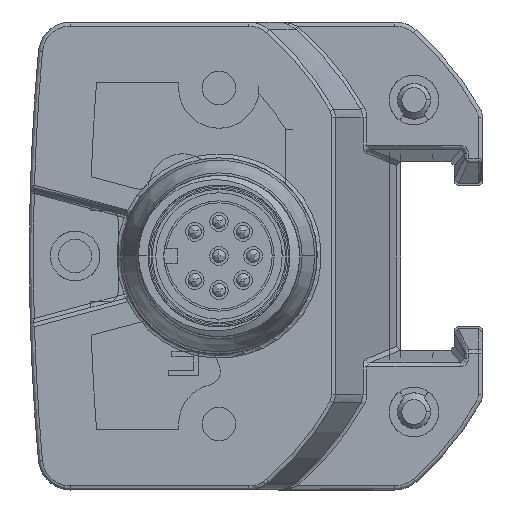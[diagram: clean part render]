
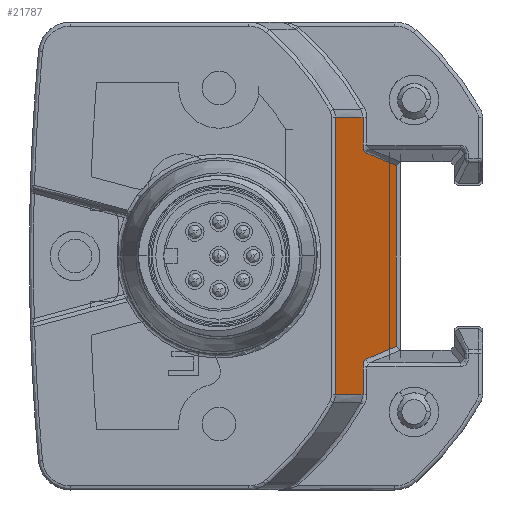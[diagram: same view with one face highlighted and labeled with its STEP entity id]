
A CAD part, front view. The second image highlights one B-rep face of the part: STEP entity #21787.
In plain terms, the highlighted planar face has unit normal (0.916, -0.401, 0).
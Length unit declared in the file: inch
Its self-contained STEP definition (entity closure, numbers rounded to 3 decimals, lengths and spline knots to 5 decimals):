
#4713=DIRECTION('',(0.,0.,-1.));
#4714=VECTOR('',#4713,0.5289);
#4715=CARTESIAN_POINT('',(0.51969,-15.64961,
0.94949));
#4716=LINE('',#4715,#4714);
#4733=DIRECTION('',(-0.396,-0.904,-0.164));
#4734=VECTOR('',#4733,0.22602);
#4735=CARTESIAN_POINT('',(0.51969,-15.64961,
0.42059));
#4736=LINE('',#4735,#4734);
#4737=CARTESIAN_POINT('',(0.43022,-15.85382,
0.38346));
#4738=CARTESIAN_POINT('',(0.42986,-15.85463,
0.38331));
#4739=CARTESIAN_POINT('',(0.42916,-15.85623,
0.38294));
#4740=CARTESIAN_POINT('',(0.42814,-15.85857,
0.38212));
#4741=CARTESIAN_POINT('',(0.42717,-15.86079,
0.38107));
#4742=CARTESIAN_POINT('',(0.42625,-15.86287,
0.37981));
#4743=CARTESIAN_POINT('',(0.42541,-15.86479,
0.37835));
#4744=CARTESIAN_POINT('',(0.42465,-15.86654,
0.37673));
#4745=CARTESIAN_POINT('',(0.42397,-15.8681,
0.37496));
#4746=CARTESIAN_POINT('',(0.42337,-15.86946,
0.37307));
#4747=CARTESIAN_POINT('',(0.42286,-15.87061,
0.37107));
#4748=CARTESIAN_POINT('',(0.42245,-15.87156,
0.369));
#4749=CARTESIAN_POINT('',(0.42212,-15.8723,
0.36685));
#4750=CARTESIAN_POINT('',(0.42189,-15.87283,
0.36465));
#4751=CARTESIAN_POINT('',(0.42175,-15.87314,
0.36243));
#4752=CARTESIAN_POINT('',(0.42172,-15.87321,
0.36096));
#4753=CARTESIAN_POINT('',(0.42172,-15.87321,
0.36022));
#4755=DIRECTION('',(0.,0.,-1.));
#4756=VECTOR('',#4755,0.08176);
#4757=CARTESIAN_POINT('',(0.42172,-15.87321,
0.36022));
#4758=LINE('',#4757,#4756);
#4759=DIRECTION('',(0.401,0.916,0.));
#4760=VECTOR('',#4759,0.19947);
#4761=CARTESIAN_POINT('',(0.34168,-16.05592,
0.27846));
#4762=LINE('',#4761,#4760);
#4763=DIRECTION('',(0.,0.,1.));
#4764=VECTOR('',#4763,0.81316);
#4765=CARTESIAN_POINT('',(0.34168,-16.05592,
0.27846));
#4766=LINE('',#4765,#4764);
#4767=DIRECTION('',(0.,0.,1.));
#4768=VECTOR('',#4767,0.08176);
#4769=CARTESIAN_POINT('',(0.42172,-15.87321,
1.00986));
#4770=LINE('',#4769,#4768);
#4771=CARTESIAN_POINT('',(0.43022,-15.85382,
0.98662));
#4772=CARTESIAN_POINT('',(0.42987,-15.85463,
0.98676));
#4773=CARTESIAN_POINT('',(0.42917,-15.85623,
0.98714));
#4774=CARTESIAN_POINT('',(0.42814,-15.85856,
0.98796));
#4775=CARTESIAN_POINT('',(0.42717,-15.86078,
0.98901));
#4776=CARTESIAN_POINT('',(0.42625,-15.86287,
0.99027));
#4777=CARTESIAN_POINT('',(0.42541,-15.86479,
0.99172));
#4778=CARTESIAN_POINT('',(0.42465,-15.86654,
0.99335));
#4779=CARTESIAN_POINT('',(0.42396,-15.8681,
0.99512));
#4780=CARTESIAN_POINT('',(0.42337,-15.86946,
0.99701));
#4781=CARTESIAN_POINT('',(0.42286,-15.87062,
0.99901));
#4782=CARTESIAN_POINT('',(0.42245,-15.87156,
1.00109));
#4783=CARTESIAN_POINT('',(0.42212,-15.87231,
1.00324));
#4784=CARTESIAN_POINT('',(0.42189,-15.87283,
1.00544));
#4785=CARTESIAN_POINT('',(0.42175,-15.87315,
1.00766));
#4786=CARTESIAN_POINT('',(0.42172,-15.87321,
1.00912));
#4787=CARTESIAN_POINT('',(0.42172,-15.87321,
1.00986));
#4789=DIRECTION('',(-0.396,-0.904,0.164));
#4790=VECTOR('',#4789,0.22602);
#4791=CARTESIAN_POINT('',(0.51969,-15.64961,
0.94949));
#4792=LINE('',#4791,#4790);
#10865=CARTESIAN_POINT('',(0.42172,-15.87321,
1.09162));
#10876=DIRECTION('',(0.401,0.916,0.));
#10877=VECTOR('',#10876,0.19947);
#10878=CARTESIAN_POINT('',(0.34168,-16.05592,
1.09162));
#10879=LINE('',#10878,#10877);
#10938=CARTESIAN_POINT('',(0.34168,-16.05592,
0.27846));
#10940=CARTESIAN_POINT('',(0.42172,-15.87321,
0.27846));
#13945=VERTEX_POINT('',#10940);
#13947=CARTESIAN_POINT('',(0.42172,-15.87321,
0.36022));
#13948=VERTEX_POINT('',#13947);
#13951=VERTEX_POINT('',#4737);
#13963=VERTEX_POINT('',#10865);
#13966=CARTESIAN_POINT('',(0.42172,-15.87321,
1.00986));
#13967=VERTEX_POINT('',#13966);
#13969=VERTEX_POINT('',#4771);
#14167=VERTEX_POINT('',#10938);
#14170=CARTESIAN_POINT('',(0.34168,-16.05592,
1.09162));
#14171=VERTEX_POINT('',#14170);
#14399=CARTESIAN_POINT('',(0.51969,-15.64961,
0.94949));
#14400=CARTESIAN_POINT('',(0.51969,-15.64961,
0.42059));
#14401=VERTEX_POINT('',#14399);
#14402=VERTEX_POINT('',#14400);
#21762=CARTESIAN_POINT('',(0.42913,-15.8563,
0.68504));
#21763=DIRECTION('',(-0.916,0.401,0.));
#21764=DIRECTION('',(0.,0.,-1.));
#21765=AXIS2_PLACEMENT_3D('',#21762,#21763,#21764);
#21766=PLANE('',#21765);
#21767=ORIENTED_EDGE('',*,*,#21753,.T.);
#21769=ORIENTED_EDGE('',*,*,#21768,.T.);
#21771=ORIENTED_EDGE('',*,*,#21770,.T.);
#21773=ORIENTED_EDGE('',*,*,#21772,.T.);
#21775=ORIENTED_EDGE('',*,*,#21774,.F.);
#21777=ORIENTED_EDGE('',*,*,#21776,.T.);
#21779=ORIENTED_EDGE('',*,*,#21778,.T.);
#21781=ORIENTED_EDGE('',*,*,#21780,.F.);
#21783=ORIENTED_EDGE('',*,*,#21782,.F.);
#21784=ORIENTED_EDGE('',*,*,#21738,.F.);
#21785=EDGE_LOOP('',(#21767,#21769,#21771,#21773,#21775,#21777,#21779,#21781,
#21783,#21784));
#21786=FACE_OUTER_BOUND('',#21785,.F.);
#21787=ADVANCED_FACE('',(#21786),#21766,.F.);
#4754=B_SPLINE_CURVE_WITH_KNOTS('',3,(#4737,#4738,#4739,#4740,#4741,#4742,#4743,
#4744,#4745,#4746,#4747,#4748,#4749,#4750,#4751,#4752,#4753),.UNSPECIFIED.,.F.,
.F.,(4,1,1,1,1,1,1,1,1,1,1,1,1,1,4),(0.,0.07143,0.14286,
0.21429,0.28571,0.35714,0.42857,0.5,
0.57143,0.64286,0.71429,0.78571,
0.85714,0.92857,1.),.UNSPECIFIED.);
#4788=B_SPLINE_CURVE_WITH_KNOTS('',3,(#4771,#4772,#4773,#4774,#4775,#4776,#4777,
#4778,#4779,#4780,#4781,#4782,#4783,#4784,#4785,#4786,#4787),.UNSPECIFIED.,.F.,
.F.,(4,1,1,1,1,1,1,1,1,1,1,1,1,1,4),(0.,0.07143,0.14286,
0.21429,0.28571,0.35714,0.42857,0.5,
0.57143,0.64286,0.71429,0.78571,
0.85714,0.92857,1.),.UNSPECIFIED.);
#21738=EDGE_CURVE('',#14401,#13969,#4792,.T.);
#21753=EDGE_CURVE('',#14401,#14402,#4716,.T.);
#21768=EDGE_CURVE('',#14402,#13951,#4736,.T.);
#21770=EDGE_CURVE('',#13951,#13948,#4754,.T.);
#21772=EDGE_CURVE('',#13948,#13945,#4758,.T.);
#21774=EDGE_CURVE('',#14167,#13945,#4762,.T.);
#21776=EDGE_CURVE('',#14167,#14171,#4766,.T.);
#21778=EDGE_CURVE('',#14171,#13963,#10879,.T.);
#21780=EDGE_CURVE('',#13967,#13963,#4770,.T.);
#21782=EDGE_CURVE('',#13969,#13967,#4788,.T.);
